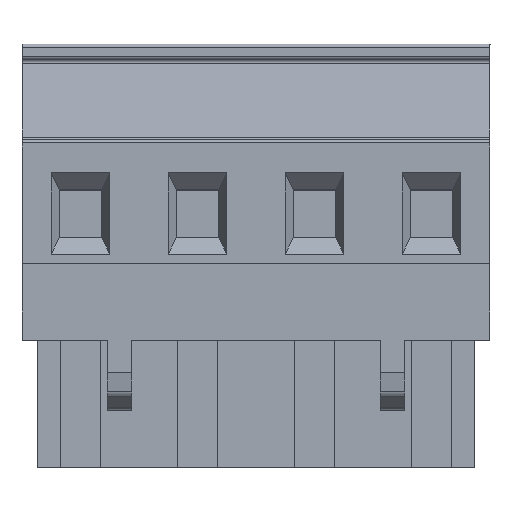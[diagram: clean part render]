
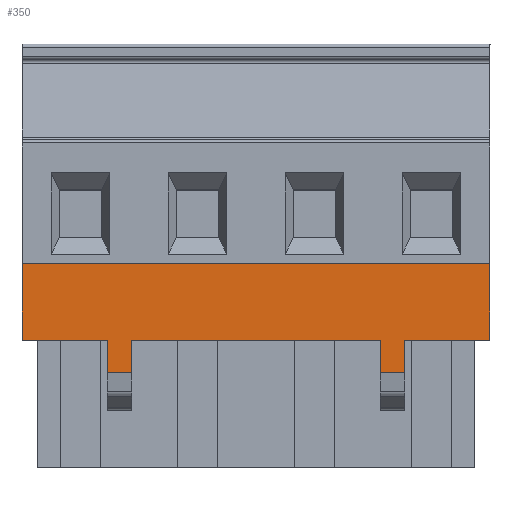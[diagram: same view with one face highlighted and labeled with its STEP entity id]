
A CAD part, top view. The second image highlights one B-rep face of the part: STEP entity #350.
In plain terms, the highlighted planar face has unit normal (0, 0, 1).
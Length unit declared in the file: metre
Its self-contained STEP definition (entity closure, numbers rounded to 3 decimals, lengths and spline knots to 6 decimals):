
#350=ADVANCED_FACE('',(#827),#828,.T.);
#827=FACE_OUTER_BOUND('',#1441,.T.);
#828=PLANE('',#1442);
#1441=EDGE_LOOP('',(#2418,#2419,#2420,#2421,#2422,#2423,#2424,#2425,#2426,#2427,#2428,#2429));
#1442=AXIS2_PLACEMENT_3D('',#2430,#2431,#2432);
#2418=ORIENTED_EDGE('',*,*,#3868,.F.);
#2419=ORIENTED_EDGE('',*,*,#3869,.T.);
#2420=ORIENTED_EDGE('',*,*,#3606,.T.);
#2421=ORIENTED_EDGE('',*,*,#3870,.T.);
#2422=ORIENTED_EDGE('',*,*,#3871,.T.);
#2423=ORIENTED_EDGE('',*,*,#3872,.F.);
#2424=ORIENTED_EDGE('',*,*,#3602,.T.);
#2425=ORIENTED_EDGE('',*,*,#3873,.T.);
#2426=ORIENTED_EDGE('',*,*,#3753,.F.);
#2427=ORIENTED_EDGE('',*,*,#3874,.F.);
#2428=ORIENTED_EDGE('',*,*,#3598,.T.);
#2429=ORIENTED_EDGE('',*,*,#3875,.F.);
#2430=CARTESIAN_POINT('',(-0.00762,0.000044,0.0));
#2431=DIRECTION('',(0.0,0.0,1.0));
#2432=DIRECTION('',(1.0,0.0,0.0));
#3598=EDGE_CURVE('',#4307,#4305,#4308,.T.);
#3602=EDGE_CURVE('',#4315,#4313,#4316,.T.);
#3606=EDGE_CURVE('',#4300,#4321,#4323,.T.);
#3753=EDGE_CURVE('',#4570,#4572,#4573,.T.);
#3868=EDGE_CURVE('',#4748,#4749,#4750,.T.);
#3869=EDGE_CURVE('',#4748,#4300,#4751,.T.);
#3870=EDGE_CURVE('',#4321,#4752,#4753,.T.);
#3871=EDGE_CURVE('',#4752,#4754,#4755,.T.);
#3872=EDGE_CURVE('',#4315,#4754,#4756,.T.);
#3873=EDGE_CURVE('',#4313,#4572,#4757,.T.);
#3874=EDGE_CURVE('',#4307,#4570,#4758,.T.);
#3875=EDGE_CURVE('',#4749,#4305,#4759,.T.);
#4300=VERTEX_POINT('',#5310);
#4305=VERTEX_POINT('',#5317);
#4307=VERTEX_POINT('',#5320);
#4308=LINE('',#5321,#5322);
#4313=VERTEX_POINT('',#5329);
#4315=VERTEX_POINT('',#5332);
#4316=LINE('',#5333,#5334);
#4321=VERTEX_POINT('',#5341);
#4323=LINE('',#5344,#5345);
#4570=VERTEX_POINT('',#5682);
#4572=VERTEX_POINT('',#5685);
#4573=LINE('',#5686,#5687);
#4748=VERTEX_POINT('',#5942);
#4749=VERTEX_POINT('',#5943);
#4750=LINE('',#5944,#5945);
#4751=LINE('',#5946,#5947);
#4752=VERTEX_POINT('',#5948);
#4753=LINE('',#5949,#5950);
#4754=VERTEX_POINT('',#5951);
#4755=LINE('',#5952,#5953);
#4756=LINE('',#5954,#5955);
#4757=LINE('',#5956,#5957);
#4758=LINE('',#5958,#5959);
#4759=LINE('',#5960,#5961);
#5310=CARTESIAN_POINT('',(0.0,0.,0.0));
#5317=CARTESIAN_POINT('',(0.03048,0.,0.0));
#5320=CARTESIAN_POINT('',(0.02493,0.,0.0));
#5321=CARTESIAN_POINT('',(-0.0381,0.,0.0));
#5322=VECTOR('',#6590,1.0);
#5329=CARTESIAN_POINT('',(0.02333,0.,0.0));
#5332=CARTESIAN_POINT('',(0.00715,0.,0.0));
#5333=CARTESIAN_POINT('',(-0.00762,0.,0.0));
#5334=VECTOR('',#6594,1.0);
#5341=CARTESIAN_POINT('',(0.00555,0.,0.0));
#5344=CARTESIAN_POINT('',(0.0,0.,0.0));
#5345=VECTOR('',#6598,1.0);
#5682=CARTESIAN_POINT('',(0.02493,-0.002108,0.0));
#5685=CARTESIAN_POINT('',(0.02333,-0.002108,0.0));
#5686=CARTESIAN_POINT('',(0.02664,-0.002108,0.0));
#5687=VECTOR('',#6768,1.0);
#5942=CARTESIAN_POINT('',(0.,0.005,0.0));
#5943=CARTESIAN_POINT('',(0.03048,0.005,0.0));
#5944=CARTESIAN_POINT('',(-0.00762,0.005,0.0));
#5945=VECTOR('',#6878,1.0);
#5946=CARTESIAN_POINT('',(0.0,0.000044,0.0));
#5947=VECTOR('',#6879,1.0);
#5948=CARTESIAN_POINT('',(0.00555,-0.002108,0.0));
#5949=CARTESIAN_POINT('',(0.00555,-0.015851,0.0));
#5950=VECTOR('',#6880,1.0);
#5951=CARTESIAN_POINT('',(0.00715,-0.002108,0.0));
#5952=CARTESIAN_POINT('',(0.00384,-0.002108,0.0));
#5953=VECTOR('',#6881,1.0);
#5954=CARTESIAN_POINT('',(0.00715,-0.00323,0.0));
#5955=VECTOR('',#6882,1.0);
#5956=CARTESIAN_POINT('',(0.02333,-0.00323,0.0));
#5957=VECTOR('',#6883,1.0);
#5958=CARTESIAN_POINT('',(0.02493,-0.015851,0.0));
#5959=VECTOR('',#6884,1.0);
#5960=CARTESIAN_POINT('',(0.03048,0.000044,0.0));
#5961=VECTOR('',#6885,1.0);
#6590=DIRECTION('',(1.0,0.,0.0));
#6594=DIRECTION('',(1.0,0.,0.0));
#6598=DIRECTION('',(1.0,0.,0.0));
#6768=DIRECTION('',(-1.0,0.,0.));
#6878=DIRECTION('',(1.0,0.,0.0));
#6879=DIRECTION('',(0.,-1.,0.0));
#6880=DIRECTION('',(0.,-1.0,0.));
#6881=DIRECTION('',(1.0,0.,0.));
#6882=DIRECTION('',(0.,-1.0,0.));
#6883=DIRECTION('',(0.,-1.0,0.));
#6884=DIRECTION('',(0.,-1.0,0.));
#6885=DIRECTION('',(0.,-1.,0.0));
